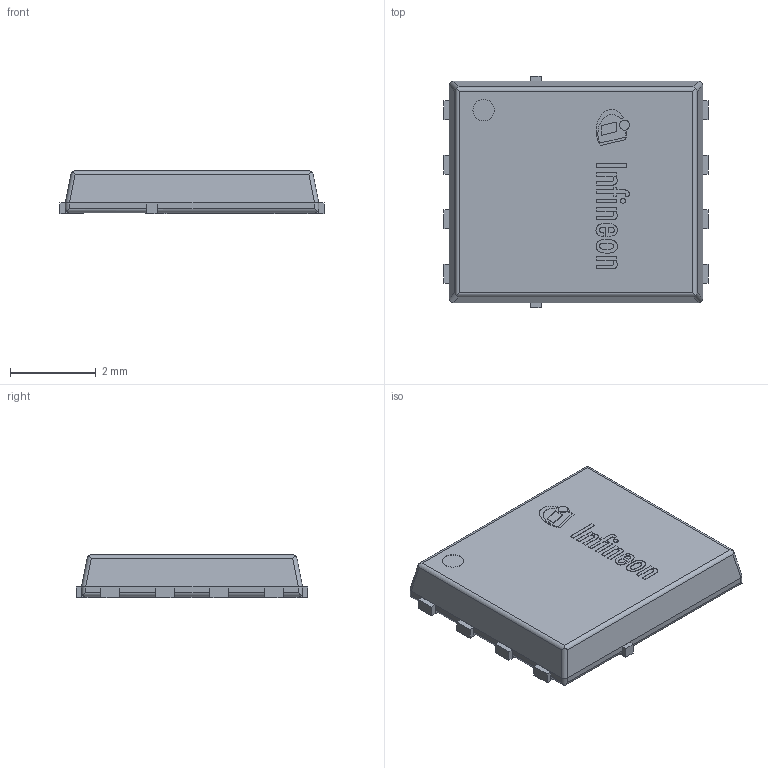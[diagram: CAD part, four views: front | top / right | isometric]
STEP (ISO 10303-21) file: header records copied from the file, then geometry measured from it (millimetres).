
FILE_DESCRIPTION(/* description */ (''),/* implementation_level */ '2;1');
FILE_NAME(/* name */ 'PG-TDSON-8-1_Z8B00003242_V11_3D.stp',/* time_stamp */ '2018-11-12T17:07:09+06:00',/* author */ ('janartha'),/* organization */ (''),/* preprocessor_version */ 'ST-DEVELOPER v16.13',/* originating_system */ 'AutoCAD Mechanical',/* authorisation */ '');
FILE_SCHEMA (('AUTOMOTIVE_DESIGN { 1 0 10303 214 3 1 1 }'));
Length unit declared in the file: millimetre
Products named in the file (1): Product
Bounding box: 6.15 x 5.39 x 1.01 mm (x, y, z)
Volume: 32.9 mm3; surface area: 124.9 mm2
Topology: 29 solids, 29 shells, 376 faces, 951 edges, 634 vertices
Faces by surface type: plane 230, cylinder 146
Full cylindrical faces by diameter (mm): 0.114 x1, 0.234 x1, 0.5 x2
Entity records: 11352 total; most frequent: DIRECTION 1997, CARTESIAN_POINT 1958, ORIENTED_EDGE 1894, EDGE_CURVE 947, AXIS2_PLACEMENT_3D 673, LINE 651, VECTOR 651, VERTEX_POINT 634
